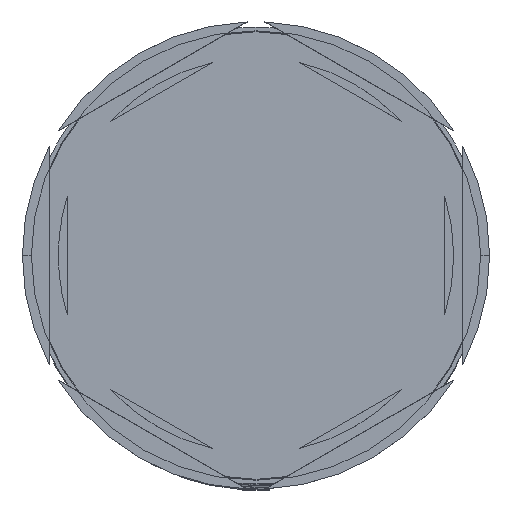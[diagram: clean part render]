
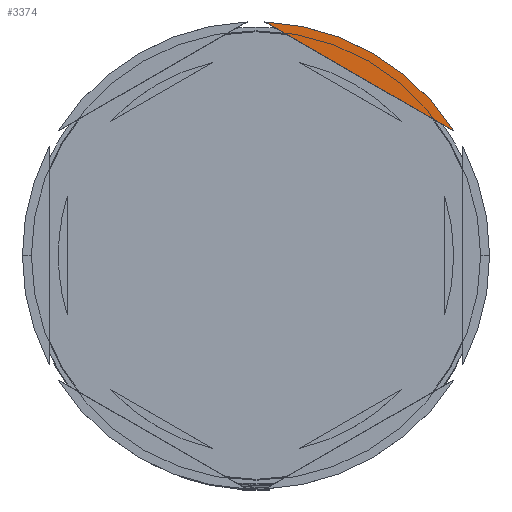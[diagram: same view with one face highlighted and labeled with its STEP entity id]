
A CAD part, top view. The second image highlights one B-rep face of the part: STEP entity #3374.
In plain terms, the highlighted planar face has unit normal (0, 0, 1).
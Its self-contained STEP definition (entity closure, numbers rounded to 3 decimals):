
#250 = DIRECTION ( 'NONE',  ( 0., 0., 1. ) ) ;
#297 = VERTEX_POINT ( 'NONE', #1192 ) ;
#381 = EDGE_CURVE ( 'NONE', #694, #297, #526, .T. ) ;
#526 = LINE ( 'NONE', #1521, #3954 ) ;
#694 = VERTEX_POINT ( 'NONE', #2368 ) ;
#1192 = CARTESIAN_POINT ( 'NONE',  ( 0.5, 12.99, 0. ) ) ;
#1521 = CARTESIAN_POINT ( 'NONE',  ( 11.5, 6.64, 0. ) ) ;
#1690 = DIRECTION ( 'NONE',  ( 0., 0., 1. ) ) ;
#1877 = AXIS2_PLACEMENT_3D ( 'NONE', #3491, #1690, #2124 ) ;
#1923 = PLANE ( 'NONE',  #2964 ) ;
#2124 = DIRECTION ( 'NONE',  ( 1., 0., 0. ) ) ;
#2368 = CARTESIAN_POINT ( 'NONE',  ( 11., 6.928, 0. ) ) ;
#2372 = ORIENTED_EDGE ( 'NONE', *, *, #381, .F. ) ;
#2454 = CIRCLE ( 'NONE', #1877, 13. ) ;
#2964 = AXIS2_PLACEMENT_3D ( 'NONE', #3380, #250, #3742 ) ;
#2996 = ORIENTED_EDGE ( 'NONE', *, *, #3668, .T. ) ;
#3066 = EDGE_LOOP ( 'NONE', ( #2372, #2996 ) ) ;
#3269 = FACE_OUTER_BOUND ( 'NONE', #3066, .T. ) ;
#3374 = ADVANCED_FACE ( 'NONE', ( #3269 ), #1923, .T. ) ;
#3380 = CARTESIAN_POINT ( 'NONE',  ( 0., 0., 0. ) ) ;
#3491 = CARTESIAN_POINT ( 'NONE',  ( 0., 0., 0. ) ) ;
#3668 = EDGE_CURVE ( 'NONE', #694, #297, #2454, .T. ) ;
#3742 = DIRECTION ( 'NONE',  ( 1., 0., 0. ) ) ;
#3954 = VECTOR ( 'NONE', #4309, 1000. ) ;
#4309 = DIRECTION ( 'NONE',  ( -0.866, 0.5, 0. ) ) ;
